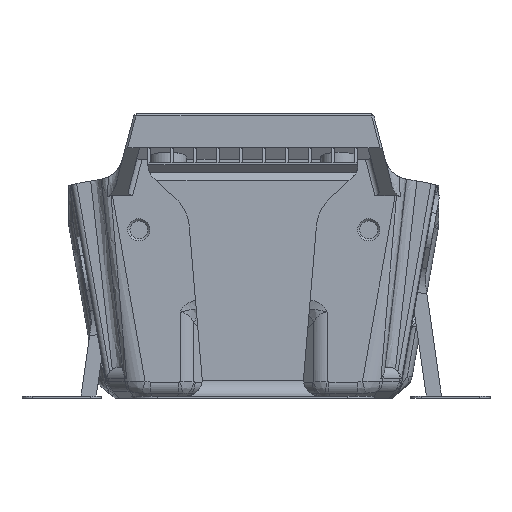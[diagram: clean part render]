
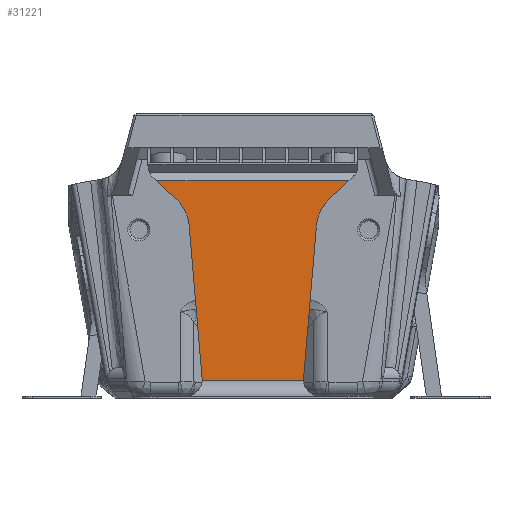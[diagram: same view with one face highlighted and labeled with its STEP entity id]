
A CAD part, front view. The second image highlights one B-rep face of the part: STEP entity #31221.
In plain terms, the highlighted planar face has unit normal (0, -1, 0).
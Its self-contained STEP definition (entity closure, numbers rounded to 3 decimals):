
#259=CIRCLE('',#33232,3.);
#260=CIRCLE('',#33233,3.);
#261=CIRCLE('',#33234,8.);
#262=CIRCLE('',#33235,8.);
#4193=ORIENTED_EDGE('',*,*,#13256,.T.);
#4194=ORIENTED_EDGE('',*,*,#13257,.T.);
#4195=ORIENTED_EDGE('',*,*,#13258,.T.);
#4196=ORIENTED_EDGE('',*,*,#13254,.F.);
#4197=ORIENTED_EDGE('',*,*,#13259,.T.);
#4198=ORIENTED_EDGE('',*,*,#13260,.T.);
#4199=ORIENTED_EDGE('',*,*,#13261,.F.);
#4200=ORIENTED_EDGE('',*,*,#13262,.F.);
#4201=ORIENTED_EDGE('',*,*,#13263,.T.);
#4202=ORIENTED_EDGE('',*,*,#13264,.T.);
#13254=EDGE_CURVE('',#17878,#17879,#20845,.T.);
#13256=EDGE_CURVE('',#17880,#17881,#259,.T.);
#13257=EDGE_CURVE('',#17881,#17882,#20847,.F.);
#13258=EDGE_CURVE('',#17882,#17879,#260,.T.);
#13259=EDGE_CURVE('',#17878,#17883,#261,.T.);
#13260=EDGE_CURVE('',#17883,#17884,#20848,.T.);
#13261=EDGE_CURVE('',#17885,#17884,#20849,.T.);
#13262=EDGE_CURVE('',#17886,#17885,#20850,.T.);
#13263=EDGE_CURVE('',#17886,#17887,#262,.T.);
#13264=EDGE_CURVE('',#17887,#17880,#20851,.T.);
#17878=VERTEX_POINT('',#47605);
#17879=VERTEX_POINT('',#47607);
#17880=VERTEX_POINT('',#47611);
#17881=VERTEX_POINT('',#47612);
#17882=VERTEX_POINT('',#47614);
#17883=VERTEX_POINT('',#47617);
#17884=VERTEX_POINT('',#47619);
#17885=VERTEX_POINT('',#47621);
#17886=VERTEX_POINT('',#47623);
#17887=VERTEX_POINT('',#47625);
#20845=LINE('',#47606,#23604);
#20847=LINE('',#47613,#23606);
#20848=LINE('',#47618,#23607);
#20849=LINE('',#47620,#23608);
#20850=LINE('',#47622,#23609);
#20851=LINE('',#47626,#23610);
#23604=VECTOR('',#36570,1000.);
#23606=VECTOR('',#36576,1000.);
#23607=VECTOR('',#36581,1000.);
#23608=VECTOR('',#36582,1000.);
#23609=VECTOR('',#36583,1000.);
#23610=VECTOR('',#36586,1000.);
#26341=EDGE_LOOP('',(#4193,#4194,#4195,#4196,#4197,#4198,#4199,#4200,#4201,
#4202));
#28301=FACE_BOUND('',#26341,.T.);
#30130=PLANE('',#33231);
#31221=ADVANCED_FACE('',(#28301),#30130,.F.);
#33231=AXIS2_PLACEMENT_3D('',#47609,#36572,#36573);
#33232=AXIS2_PLACEMENT_3D('',#47610,#36574,#36575);
#33233=AXIS2_PLACEMENT_3D('',#47615,#36577,#36578);
#33234=AXIS2_PLACEMENT_3D('',#47616,#36579,#36580);
#33235=AXIS2_PLACEMENT_3D('',#47624,#36584,#36585);
#36570=DIRECTION('',(-0.084,0.,-0.996));
#36572=DIRECTION('',(0.,1.,0.));
#36573=DIRECTION('',(0.,0.,1.));
#36574=DIRECTION('',(0.,1.,0.));
#36575=DIRECTION('',(0.,0.,1.));
#36576=DIRECTION('',(-1.,0.,0.));
#36577=DIRECTION('',(0.,1.,0.));
#36578=DIRECTION('',(0.,0.,1.));
#36579=DIRECTION('',(0.,1.,0.));
#36580=DIRECTION('',(0.,0.,1.));
#36581=DIRECTION('',(0.731,0.,0.682));
#36582=DIRECTION('',(1.,0.,0.));
#36583=DIRECTION('',(-0.731,0.,0.682));
#36584=DIRECTION('',(0.,1.,0.));
#36585=DIRECTION('',(0.,0.,1.));
#36586=DIRECTION('',(0.084,0.,-0.996));
#47605=CARTESIAN_POINT('',(11.856,-32.314,32.579));
#47606=CARTESIAN_POINT('',(36.482,-32.314,324.724));
#47607=CARTESIAN_POINT('',(9.418,-32.314,3.652));
#47609=CARTESIAN_POINT('',(0.,-32.314,327.8));
#47610=CARTESIAN_POINT('',(-12.767,-32.314,3.4));
#47611=CARTESIAN_POINT('',(-9.777,-32.314,3.652));
#47612=CARTESIAN_POINT('',(-9.767,-32.314,3.4));
#47613=CARTESIAN_POINT('',(9.143,-32.314,3.4));
#47614=CARTESIAN_POINT('',(9.407,-32.314,3.4));
#47615=CARTESIAN_POINT('',(12.407,-32.314,3.4));
#47616=CARTESIAN_POINT('',(19.828,-32.314,31.907));
#47617=CARTESIAN_POINT('',(14.372,-32.314,37.757));
#47618=CARTESIAN_POINT('',(16.736,-32.314,39.963));
#47619=CARTESIAN_POINT('',(17.982,-32.314,41.124));
#47620=CARTESIAN_POINT('',(-65.369,-32.314,41.124));
#47621=CARTESIAN_POINT('',(-18.341,-32.314,41.124));
#47622=CARTESIAN_POINT('',(-17.096,-32.314,39.963));
#47623=CARTESIAN_POINT('',(-14.731,-32.314,37.757));
#47624=CARTESIAN_POINT('',(-20.187,-32.314,31.907));
#47625=CARTESIAN_POINT('',(-12.216,-32.314,32.579));
#47626=CARTESIAN_POINT('',(-36.839,-32.314,324.694));
